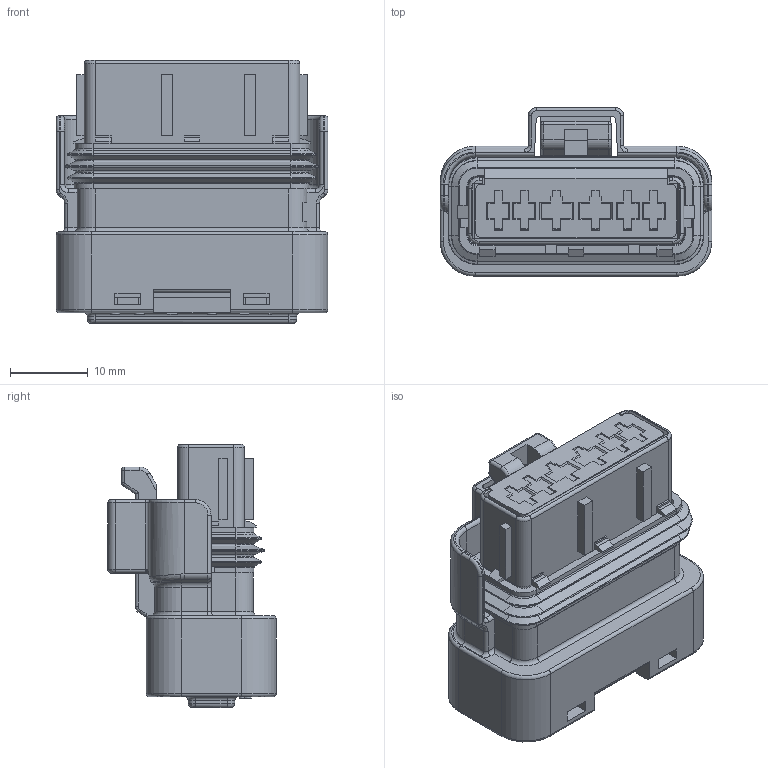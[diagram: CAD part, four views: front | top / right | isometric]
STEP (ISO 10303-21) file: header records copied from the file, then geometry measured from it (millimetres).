
FILE_DESCRIPTION(('CATIA V5 STEP Exchange'),'2;1');
FILE_NAME('10769031(211PC062S1049)_ENV01-CONN.stp','2022-04-22T05:25:49+00:00',('none'),('none'),'CATIA Version 5-6 Release 2016 SP3 HF44','CATIA V5 STEP AP203','none');
FILE_SCHEMA(('CONFIG_CONTROL_DESIGN'));
Products named in the file (1): 10769031(211PC062S1049)_ENV01-CONN
Bounding box: 34.9 x 21.6 x 33.8 mm (x, y, z)
Volume: 11360.2 mm3; surface area: 11407.9 mm2
Topology: 1 solids, 1 shells, 1707 faces, 4589 edges, 2865 vertices
Faces by surface type: plane 989, cylinder 432, torus 163, bspline 73, cone 32, sphere 18
Entity records: 56705 total; most frequent: CARTESIAN_POINT 15676, ORIENTED_EDGE 9178, DIRECTION 7310, EDGE_CURVE 4589, VECTOR 3312, LINE 3312, VERTEX_POINT 2865, AXIS2_PLACEMENT_3D 2431
